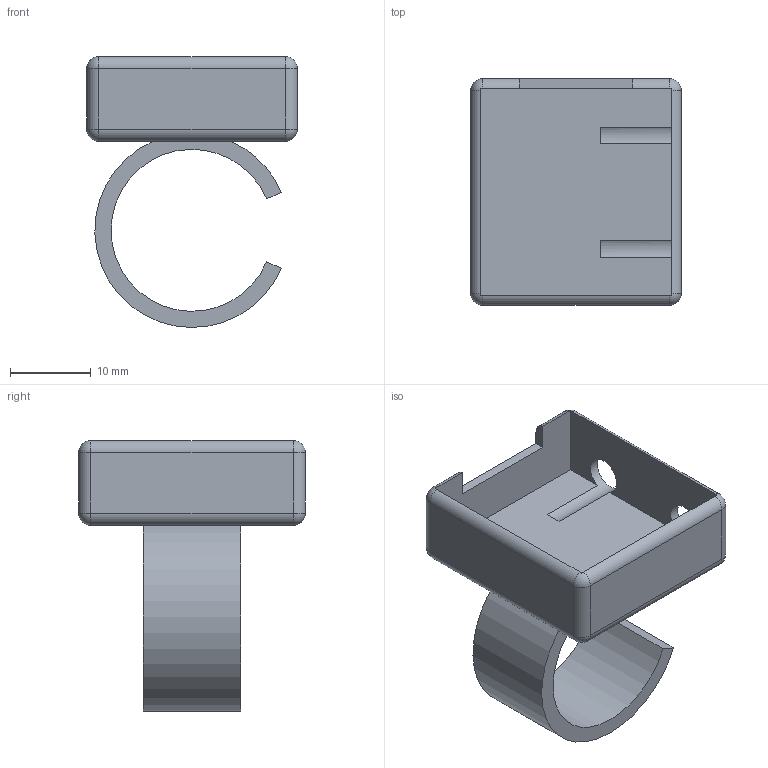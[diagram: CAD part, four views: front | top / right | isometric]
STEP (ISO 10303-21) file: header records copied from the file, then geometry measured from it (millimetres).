
FILE_DESCRIPTION(('Open CASCADE Model'),'2;1');
FILE_NAME('Open CASCADE Shape Model','2026-01-04T11:57:59',('Author'),( 'Open CASCADE'),'Open CASCADE STEP processor 7.8','Open CASCADE 7.8' ,'Unknown');
FILE_SCHEMA(('AUTOMOTIVE_DESIGN { 1 0 10303 214 1 1 1 1 }'));
Length unit declared in the file: millimetre
Products named in the file (1): Open CASCADE STEP translator 7.8 1
Bounding box: 26 x 28 x 33.47 mm (x, y, z)
Volume: 3364.9 mm3; surface area: 4692.6 mm2
Topology: 1 solids, 1 shells, 45 faces, 124 edges, 72 vertices
Faces by surface type: plane 19, cylinder 18, sphere 8
Full cylindrical faces by diameter (mm): 4.5 x2
Entity records: 2999 total; most frequent: CARTESIAN_POINT 752, DIRECTION 389, ORIENTED_EDGE 236, PCURVE 236, DEFINITIONAL_REPRESENTATION 236, LINE 172, VECTOR 172, EDGE_CURVE 118
